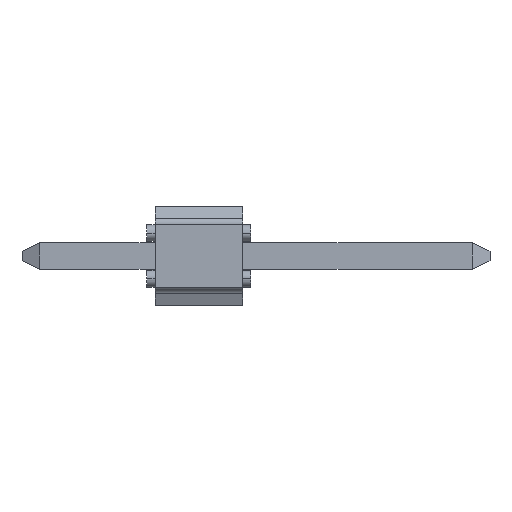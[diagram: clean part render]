
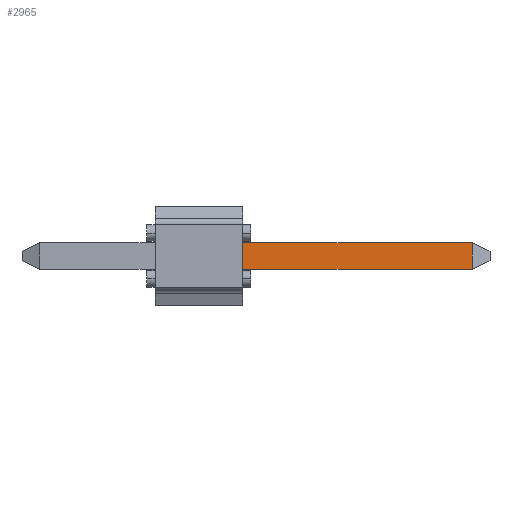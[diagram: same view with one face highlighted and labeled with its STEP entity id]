
A CAD part, front view. The second image highlights one B-rep face of the part: STEP entity #2965.
In plain terms, the highlighted planar face has unit normal (0, -1, 0).
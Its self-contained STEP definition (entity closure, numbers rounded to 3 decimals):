
#442=DIRECTION('',(0.,0.,-1.));
#443=VECTOR('',#442,0.64);
#444=CARTESIAN_POINT('',(2.14,-10.48,0.32));
#445=LINE('864',#444,#443);
#446=DIRECTION('',(1.,0.,0.));
#447=VECTOR('',#446,5.611);
#448=CARTESIAN_POINT('',(2.14,-10.48,0.32));
#449=LINE('872',#448,#447);
#450=DIRECTION('',(-1.,0.,0.));
#451=VECTOR('',#450,5.611);
#452=CARTESIAN_POINT('',(7.751,-10.48,-0.32));
#453=LINE('867',#452,#451);
#1898=DIRECTION('',(0.,0.,1.));
#1899=VECTOR('',#1898,0.64);
#1900=CARTESIAN_POINT('',(7.751,-10.48,-0.32));
#1901=LINE('518',#1900,#1899);
#2241=CARTESIAN_POINT('',(7.751,-10.48,-0.32));
#2243=VERTEX_POINT('',#2241);
#2254=CARTESIAN_POINT('',(7.751,-10.48,0.32));
#2255=VERTEX_POINT('',#2254);
#2498=CARTESIAN_POINT('',(2.14,-10.48,-0.32));
#2500=VERTEX_POINT('',#2498);
#2507=CARTESIAN_POINT('',(2.14,-10.48,0.32));
#2509=VERTEX_POINT('',#2507);
#2951=CARTESIAN_POINT('',(2.465,-10.48,0.));
#2952=DIRECTION('',(0.,1.,0.));
#2953=DIRECTION('',(0.,0.,-1.));
#2954=AXIS2_PLACEMENT_3D('',#2951,#2952,#2953);
#2955=PLANE('494',#2954);
#2957=ORIENTED_EDGE('864',*,*,#2956,.F.);
#2959=ORIENTED_EDGE('872',*,*,#2958,.T.);
#2961=ORIENTED_EDGE('518',*,*,#2960,.F.);
#2962=ORIENTED_EDGE('867',*,*,#2723,.T.);
#2963=EDGE_LOOP('494',(#2957,#2959,#2961,#2962));
#2964=FACE_OUTER_BOUND('494',#2963,.F.);
#2723=EDGE_CURVE('867',#2243,#2500,#453,.T.);
#2956=EDGE_CURVE('864',#2509,#2500,#445,.T.);
#2958=EDGE_CURVE('872',#2509,#2255,#449,.T.);
#2960=EDGE_CURVE('518',#2243,#2255,#1901,.T.);
#2965=ADVANCED_FACE('494',(#2964),#2955,.F.);
